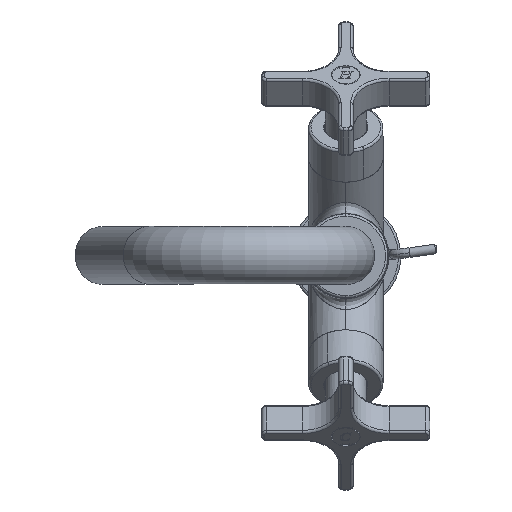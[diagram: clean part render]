
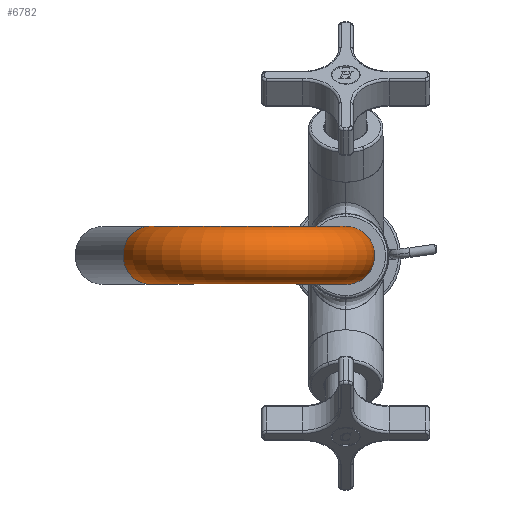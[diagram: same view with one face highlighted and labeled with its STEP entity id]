
A CAD part, top view. The second image highlights one B-rep face of the part: STEP entity #6782.
In plain terms, the highlighted toroidal (fillet/blend) face has major radius 42 mm and minor radius 12 mm.
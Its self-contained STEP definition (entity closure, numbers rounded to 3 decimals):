
#6062=CARTESIAN_POINT('Vertex',(-81.467,12.,229.915)) ;
#6084=CARTESIAN_POINT('Vertex',(-81.467,-12.,229.915)) ;
#6120=CARTESIAN_POINT('Axis2P3D Location',(-81.467,0.,229.915)) ;
#6124=CARTESIAN_POINT('Vertex',(-92.743,0.,234.019)) ;
#6127=CARTESIAN_POINT('Axis2P3D Location',(-81.467,0.,229.915)) ;
#6676=CARTESIAN_POINT('Vertex',(0.,-12.,215.55)) ;
#6683=CARTESIAN_POINT('Vertex',(0.,12.,215.55)) ;
#6686=CARTESIAN_POINT('Axis2P3D Location',(0.,0.,215.55)) ;
#6690=CARTESIAN_POINT('Vertex',(12.,0.,215.55)) ;
#6693=CARTESIAN_POINT('Axis2P3D Location',(0.,0.,215.55)) ;
#6759=CARTESIAN_POINT('Axis2P3D Location',(-42.,0.,215.55)) ;
#6764=CARTESIAN_POINT('Axis2P3D Location',(-42.,-12.,215.55)) ;
#6769=CARTESIAN_POINT('Axis2P3D Location',(-42.,12.,215.55)) ;
#6121=DIRECTION('Axis2P3D Direction',(-0.342,0.,-0.94)) ;
#6128=DIRECTION('Axis2P3D Direction',(-0.342,0.,-0.94)) ;
#6687=DIRECTION('Axis2P3D Direction',(0.,0.,1.)) ;
#6694=DIRECTION('Axis2P3D Direction',(0.,0.,1.)) ;
#6760=DIRECTION('Axis2P3D Direction',(0.,1.,0.)) ;
#6761=DIRECTION('Axis2P3D XDirection',(-0.94,0.,0.342)) ;
#6765=DIRECTION('Axis2P3D Direction',(0.,1.,0.)) ;
#6770=DIRECTION('Axis2P3D Direction',(0.,1.,0.)) ;
#6122=AXIS2_PLACEMENT_3D('Circle Axis2P3D',#6120,#6121,$) ;
#6129=AXIS2_PLACEMENT_3D('Circle Axis2P3D',#6127,#6128,$) ;
#6688=AXIS2_PLACEMENT_3D('Circle Axis2P3D',#6686,#6687,$) ;
#6695=AXIS2_PLACEMENT_3D('Circle Axis2P3D',#6693,#6694,$) ;
#6762=AXIS2_PLACEMENT_3D('Torus Axis2P3D',#6759,#6760,#6761) ;
#6766=AXIS2_PLACEMENT_3D('Circle Axis2P3D',#6764,#6765,$) ;
#6771=AXIS2_PLACEMENT_3D('Circle Axis2P3D',#6769,#6770,$) ;
#6123=CIRCLE('generated circle',#6122,12.) ;
#6130=CIRCLE('generated circle',#6129,12.) ;
#6689=CIRCLE('generated circle',#6688,12.) ;
#6696=CIRCLE('generated circle',#6695,12.) ;
#6767=CIRCLE('generated circle',#6766,42.) ;
#6772=CIRCLE('generated circle',#6771,42.) ;
#6763=TOROIDAL_SURFACE('homeo Torus',#6762,42.,12.) ;
#6126=EDGE_CURVE('',#6085,#6125,#6123,.T.) ;
#6131=EDGE_CURVE('',#6125,#6063,#6130,.T.) ;
#6692=EDGE_CURVE('',#6691,#6684,#6689,.T.) ;
#6697=EDGE_CURVE('',#6677,#6691,#6696,.T.) ;
#6768=EDGE_CURVE('',#6085,#6677,#6767,.T.) ;
#6773=EDGE_CURVE('',#6063,#6684,#6772,.T.) ;
#6775=ORIENTED_EDGE('',*,*,#6126,.F.) ;
#6776=ORIENTED_EDGE('',*,*,#6768,.T.) ;
#6777=ORIENTED_EDGE('',*,*,#6697,.T.) ;
#6778=ORIENTED_EDGE('',*,*,#6692,.T.) ;
#6779=ORIENTED_EDGE('',*,*,#6773,.F.) ;
#6780=ORIENTED_EDGE('',*,*,#6131,.F.) ;
#6774=EDGE_LOOP('',(#6775,#6776,#6777,#6778,#6779,#6780)) ;
#6063=VERTEX_POINT('',#6062) ;
#6085=VERTEX_POINT('',#6084) ;
#6125=VERTEX_POINT('',#6124) ;
#6677=VERTEX_POINT('',#6676) ;
#6684=VERTEX_POINT('',#6683) ;
#6691=VERTEX_POINT('',#6690) ;
#6782=ADVANCED_FACE('GS000510.1\\Product1_AllCATPart.1\\BA00051 0_AllCATPart.1\\P42187.1\\PartBody',(#6781),#6763,.T.) ;
#6781=FACE_OUTER_BOUND('',#6774,.T.) ;
